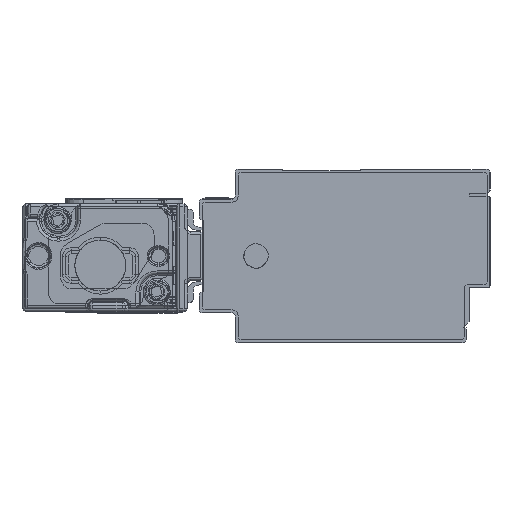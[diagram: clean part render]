
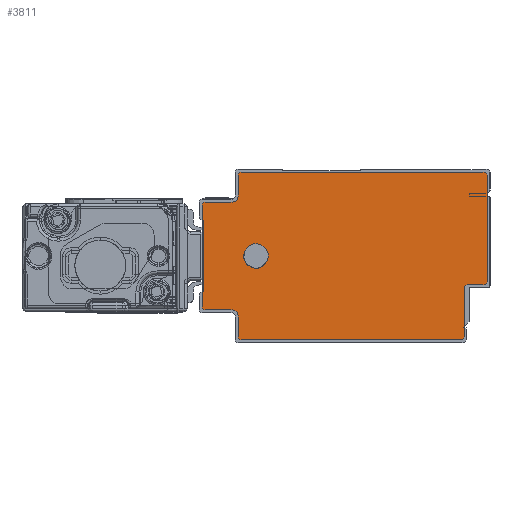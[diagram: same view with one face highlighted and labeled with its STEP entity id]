
A CAD part, left-side view. The second image highlights one B-rep face of the part: STEP entity #3811.
In plain terms, the highlighted planar face has unit normal (-1, 0, 0).
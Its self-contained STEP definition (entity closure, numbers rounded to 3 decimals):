
#1659=AXIS2_PLACEMENT_3D('Circle Axis2P3D',#1657,#1658,$) ;
#1697=AXIS2_PLACEMENT_3D('Circle Axis2P3D',#1695,#1696,$) ;
#1735=AXIS2_PLACEMENT_3D('Circle Axis2P3D',#1733,#1734,$) ;
#1773=AXIS2_PLACEMENT_3D('Circle Axis2P3D',#1771,#1772,$) ;
#3694=AXIS2_PLACEMENT_3D('Plane Axis2P3D',#3691,#3692,#3693) ;
#3698=AXIS2_PLACEMENT_3D('Circle Axis2P3D',#3696,#3697,$) ;
#3712=AXIS2_PLACEMENT_3D('Circle Axis2P3D',#3710,#3711,$) ;
#3726=AXIS2_PLACEMENT_3D('Circle Axis2P3D',#3724,#3725,$) ;
#3740=AXIS2_PLACEMENT_3D('Circle Axis2P3D',#3738,#3739,$) ;
#3754=AXIS2_PLACEMENT_3D('Circle Axis2P3D',#3752,#3753,$) ;
#3768=AXIS2_PLACEMENT_3D('Circle Axis2P3D',#3766,#3767,$) ;
#3795=AXIS2_PLACEMENT_3D('Circle Axis2P3D',#3793,#3794,$) ;
#3804=AXIS2_PLACEMENT_3D('Circle Axis2P3D',#3802,#3803,$) ;
#1615=CARTESIAN_POINT('Line Origine',(-1975.5,44.,14.5)) ;
#1619=CARTESIAN_POINT('Vertex',(-1975.5,44.,6.)) ;
#1621=CARTESIAN_POINT('Vertex',(-1975.5,44.,23.)) ;
#1657=CARTESIAN_POINT('Axis2P3D Location',(-1975.5,43.5,23.)) ;
#1661=CARTESIAN_POINT('Vertex',(-1975.5,43.5,23.5)) ;
#1676=CARTESIAN_POINT('Line Origine',(-1975.5,41.25,23.5)) ;
#1680=CARTESIAN_POINT('Vertex',(-1975.5,39.,23.5)) ;
#1695=CARTESIAN_POINT('Axis2P3D Location',(-1975.5,39.,24.5)) ;
#1699=CARTESIAN_POINT('Vertex',(-1975.5,38.,24.5)) ;
#1714=CARTESIAN_POINT('Line Origine',(-1975.5,38.,26.25)) ;
#1718=CARTESIAN_POINT('Vertex',(-1975.5,38.,28.)) ;
#1733=CARTESIAN_POINT('Axis2P3D Location',(-1975.5,37.5,28.)) ;
#1737=CARTESIAN_POINT('Vertex',(-1975.5,37.5,28.5)) ;
#1752=CARTESIAN_POINT('Line Origine',(-1975.5,17.25,28.5)) ;
#1756=CARTESIAN_POINT('Vertex',(-1975.5,-3.,28.5)) ;
#1771=CARTESIAN_POINT('Axis2P3D Location',(-1975.5,-3.,28.)) ;
#1775=CARTESIAN_POINT('Vertex',(-1975.5,-3.5,28.)) ;
#1790=CARTESIAN_POINT('Line Origine',(-1975.5,-3.5,19.1)) ;
#1794=CARTESIAN_POINT('Vertex',(-1975.5,-3.5,10.2)) ;
#3691=CARTESIAN_POINT('Axis2P3D Location',(-1975.5,0.,0.)) ;
#3696=CARTESIAN_POINT('Axis2P3D Location',(-1975.5,43.5,6.)) ;
#3700=CARTESIAN_POINT('Vertex',(-1975.5,43.5,5.5)) ;
#3703=CARTESIAN_POINT('Line Origine',(-1975.5,41.25,5.5)) ;
#3707=CARTESIAN_POINT('Vertex',(-1975.5,39.,5.5)) ;
#3710=CARTESIAN_POINT('Axis2P3D Location',(-1975.5,39.,4.5)) ;
#3714=CARTESIAN_POINT('Vertex',(-1975.5,38.,4.5)) ;
#3717=CARTESIAN_POINT('Line Origine',(-1975.5,38.,2.75)) ;
#3721=CARTESIAN_POINT('Vertex',(-1975.5,38.,1.)) ;
#3724=CARTESIAN_POINT('Axis2P3D Location',(-1975.5,37.5,1.)) ;
#3728=CARTESIAN_POINT('Vertex',(-1975.5,37.5,0.5)) ;
#3731=CARTESIAN_POINT('Line Origine',(-1975.5,19.15,0.5)) ;
#3735=CARTESIAN_POINT('Vertex',(-1975.5,0.8,0.5)) ;
#3738=CARTESIAN_POINT('Axis2P3D Location',(-1975.5,0.8,1.)) ;
#3742=CARTESIAN_POINT('Vertex',(-1975.5,0.3,1.)) ;
#3745=CARTESIAN_POINT('Line Origine',(-1975.5,0.3,5.1)) ;
#3749=CARTESIAN_POINT('Vertex',(-1975.5,0.3,9.2)) ;
#3752=CARTESIAN_POINT('Axis2P3D Location',(-1975.5,-0.2,9.2)) ;
#3756=CARTESIAN_POINT('Vertex',(-1975.5,-0.2,9.7)) ;
#3759=CARTESIAN_POINT('Line Origine',(-1975.5,-1.6,9.7)) ;
#3763=CARTESIAN_POINT('Vertex',(-1975.5,-3.,9.7)) ;
#3766=CARTESIAN_POINT('Axis2P3D Location',(-1975.5,-3.,10.2)) ;
#3793=CARTESIAN_POINT('Axis2P3D Location',(-1975.5,35.,14.5)) ;
#3797=CARTESIAN_POINT('Vertex',(-1975.5,33.186,13.509)) ;
#3799=CARTESIAN_POINT('Vertex',(-1975.5,36.814,15.491)) ;
#3802=CARTESIAN_POINT('Axis2P3D Location',(-1975.5,35.,14.5)) ;
#1616=DIRECTION('Vector Direction',(0.,0.,1.)) ;
#1658=DIRECTION('Axis2P3D Direction',(1.,0.,0.)) ;
#1677=DIRECTION('Vector Direction',(0.,1.,0.)) ;
#1696=DIRECTION('Axis2P3D Direction',(1.,0.,0.)) ;
#1715=DIRECTION('Vector Direction',(0.,0.,1.)) ;
#1734=DIRECTION('Axis2P3D Direction',(1.,0.,0.)) ;
#1753=DIRECTION('Vector Direction',(0.,1.,0.)) ;
#1772=DIRECTION('Axis2P3D Direction',(1.,0.,-0.)) ;
#1791=DIRECTION('Vector Direction',(0.,0.,-1.)) ;
#3692=DIRECTION('Axis2P3D Direction',(1.,0.,0.)) ;
#3693=DIRECTION('Axis2P3D XDirection',(0.,1.,0.)) ;
#3697=DIRECTION('Axis2P3D Direction',(1.,0.,0.)) ;
#3704=DIRECTION('Vector Direction',(0.,-1.,0.)) ;
#3711=DIRECTION('Axis2P3D Direction',(1.,0.,0.)) ;
#3718=DIRECTION('Vector Direction',(0.,0.,1.)) ;
#3725=DIRECTION('Axis2P3D Direction',(1.,0.,0.)) ;
#3732=DIRECTION('Vector Direction',(0.,-1.,0.)) ;
#3739=DIRECTION('Axis2P3D Direction',(1.,0.,0.)) ;
#3746=DIRECTION('Vector Direction',(0.,0.,-1.)) ;
#3753=DIRECTION('Axis2P3D Direction',(1.,0.,0.)) ;
#3760=DIRECTION('Vector Direction',(0.,1.,0.)) ;
#3767=DIRECTION('Axis2P3D Direction',(1.,0.,0.)) ;
#3794=DIRECTION('Axis2P3D Direction',(1.,0.,0.)) ;
#3803=DIRECTION('Axis2P3D Direction',(1.,0.,0.)) ;
#1617=VECTOR('Line Direction',#1616,1.) ;
#1678=VECTOR('Line Direction',#1677,1.) ;
#1716=VECTOR('Line Direction',#1715,1.) ;
#1754=VECTOR('Line Direction',#1753,1.) ;
#1792=VECTOR('Line Direction',#1791,1.) ;
#3705=VECTOR('Line Direction',#3704,1.) ;
#3719=VECTOR('Line Direction',#3718,1.) ;
#3733=VECTOR('Line Direction',#3732,1.) ;
#3747=VECTOR('Line Direction',#3746,1.) ;
#3761=VECTOR('Line Direction',#3760,1.) ;
#3772=ORIENTED_EDGE('',*,*,#1758,.F.) ;
#3773=ORIENTED_EDGE('',*,*,#1739,.F.) ;
#3774=ORIENTED_EDGE('',*,*,#1720,.F.) ;
#3775=ORIENTED_EDGE('',*,*,#1701,.F.) ;
#3776=ORIENTED_EDGE('',*,*,#1682,.F.) ;
#3777=ORIENTED_EDGE('',*,*,#1663,.F.) ;
#3778=ORIENTED_EDGE('',*,*,#1623,.F.) ;
#3779=ORIENTED_EDGE('',*,*,#3702,.F.) ;
#3780=ORIENTED_EDGE('',*,*,#3709,.F.) ;
#3781=ORIENTED_EDGE('',*,*,#3716,.F.) ;
#3782=ORIENTED_EDGE('',*,*,#3723,.F.) ;
#3783=ORIENTED_EDGE('',*,*,#3730,.F.) ;
#3784=ORIENTED_EDGE('',*,*,#3737,.F.) ;
#3785=ORIENTED_EDGE('',*,*,#3744,.F.) ;
#3786=ORIENTED_EDGE('',*,*,#3751,.F.) ;
#3787=ORIENTED_EDGE('',*,*,#3758,.F.) ;
#3788=ORIENTED_EDGE('',*,*,#3765,.F.) ;
#3789=ORIENTED_EDGE('',*,*,#3770,.F.) ;
#3790=ORIENTED_EDGE('',*,*,#1796,.F.) ;
#3791=ORIENTED_EDGE('',*,*,#1777,.F.) ;
#3808=ORIENTED_EDGE('',*,*,#3801,.T.) ;
#3809=ORIENTED_EDGE('',*,*,#3806,.T.) ;
#3810=FACE_BOUND('',#3807,.T.) ;
#3811=ADVANCED_FACE('\X2\FF8EFF9EFF83FF9EFF68FF70\X0\.2',(#3792,#3810),#3695,.F.) ;
#1660=CIRCLE('generated circle',#1659,0.5) ;
#1698=CIRCLE('generated circle',#1697,1.) ;
#1736=CIRCLE('generated circle',#1735,0.5) ;
#1774=CIRCLE('generated circle',#1773,0.5) ;
#3699=CIRCLE('generated circle',#3698,0.5) ;
#3713=CIRCLE('generated circle',#3712,1.) ;
#3727=CIRCLE('generated circle',#3726,0.5) ;
#3741=CIRCLE('generated circle',#3740,0.5) ;
#3755=CIRCLE('generated circle',#3754,0.5) ;
#3769=CIRCLE('generated circle',#3768,0.5) ;
#3796=CIRCLE('generated circle',#3795,2.067) ;
#3805=CIRCLE('generated circle',#3804,2.067) ;
#1623=EDGE_CURVE('',#1620,#1622,#1618,.T.) ;
#1663=EDGE_CURVE('',#1622,#1662,#1660,.T.) ;
#1682=EDGE_CURVE('',#1662,#1681,#1679,.F.) ;
#1701=EDGE_CURVE('',#1681,#1700,#1698,.F.) ;
#1720=EDGE_CURVE('',#1700,#1719,#1717,.T.) ;
#1739=EDGE_CURVE('',#1719,#1738,#1736,.T.) ;
#1758=EDGE_CURVE('',#1738,#1757,#1755,.F.) ;
#1777=EDGE_CURVE('',#1757,#1776,#1774,.T.) ;
#1796=EDGE_CURVE('',#1776,#1795,#1793,.T.) ;
#3702=EDGE_CURVE('',#3701,#1620,#3699,.T.) ;
#3709=EDGE_CURVE('',#3708,#3701,#3706,.F.) ;
#3716=EDGE_CURVE('',#3715,#3708,#3713,.F.) ;
#3723=EDGE_CURVE('',#3722,#3715,#3720,.T.) ;
#3730=EDGE_CURVE('',#3729,#3722,#3727,.T.) ;
#3737=EDGE_CURVE('',#3736,#3729,#3734,.F.) ;
#3744=EDGE_CURVE('',#3743,#3736,#3741,.T.) ;
#3751=EDGE_CURVE('',#3750,#3743,#3748,.T.) ;
#3758=EDGE_CURVE('',#3757,#3750,#3755,.F.) ;
#3765=EDGE_CURVE('',#3764,#3757,#3762,.T.) ;
#3770=EDGE_CURVE('',#1795,#3764,#3769,.T.) ;
#3801=EDGE_CURVE('',#3798,#3800,#3796,.T.) ;
#3806=EDGE_CURVE('',#3800,#3798,#3805,.T.) ;
#3771=EDGE_LOOP('',(#3772,#3773,#3774,#3775,#3776,#3777,#3778,#3779,#3780,#3781,#3782,#3783,#3784,#3785,#3786,#3787,#3788,#3789,#3790,#3791)) ;
#3807=EDGE_LOOP('',(#3808,#3809)) ;
#3792=FACE_OUTER_BOUND('',#3771,.T.) ;
#1618=LINE('Line',#1615,#1617) ;
#1679=LINE('Line',#1676,#1678) ;
#1717=LINE('Line',#1714,#1716) ;
#1755=LINE('Line',#1752,#1754) ;
#1793=LINE('Line',#1790,#1792) ;
#3706=LINE('Line',#3703,#3705) ;
#3720=LINE('Line',#3717,#3719) ;
#3734=LINE('Line',#3731,#3733) ;
#3748=LINE('Line',#3745,#3747) ;
#3762=LINE('Line',#3759,#3761) ;
#3695=PLANE('Plane',#3694) ;
#1620=VERTEX_POINT('',#1619) ;
#1622=VERTEX_POINT('',#1621) ;
#1662=VERTEX_POINT('',#1661) ;
#1681=VERTEX_POINT('',#1680) ;
#1700=VERTEX_POINT('',#1699) ;
#1719=VERTEX_POINT('',#1718) ;
#1738=VERTEX_POINT('',#1737) ;
#1757=VERTEX_POINT('',#1756) ;
#1776=VERTEX_POINT('',#1775) ;
#1795=VERTEX_POINT('',#1794) ;
#3701=VERTEX_POINT('',#3700) ;
#3708=VERTEX_POINT('',#3707) ;
#3715=VERTEX_POINT('',#3714) ;
#3722=VERTEX_POINT('',#3721) ;
#3729=VERTEX_POINT('',#3728) ;
#3736=VERTEX_POINT('',#3735) ;
#3743=VERTEX_POINT('',#3742) ;
#3750=VERTEX_POINT('',#3749) ;
#3757=VERTEX_POINT('',#3756) ;
#3764=VERTEX_POINT('',#3763) ;
#3798=VERTEX_POINT('',#3797) ;
#3800=VERTEX_POINT('',#3799) ;
